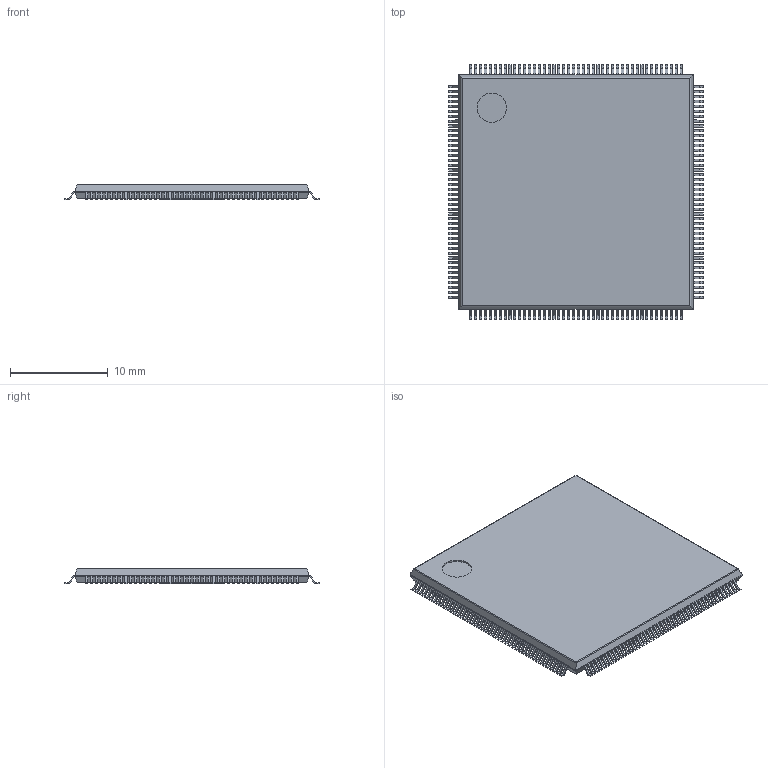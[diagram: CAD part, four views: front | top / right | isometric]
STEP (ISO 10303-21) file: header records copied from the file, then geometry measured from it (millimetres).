
FILE_DESCRIPTION(('FreeCAD Model'),'2;1');
FILE_NAME('787224.2.1.stp','2020-04-09T11:12:26',( 'Author'),(''),'Open CASCADE STEP processor 6.9','FreeCAD','Unknown' );
FILE_SCHEMA(('AUTOMOTIVE_DESIGN { 1 0 10303 214 1 1 1 1 }'));
Length unit declared in the file: millimetre
Products named in the file (5): ASSEMBLY; Body; PinsArrayLR; PinsArrayTB; ThermalPad
Assembly tree (4 placements, depth 2):
  ASSEMBLY
    Body
    PinsArrayLR
    PinsArrayTB
    ThermalPad
Bounding box: 26 x 26 x 1.6 mm (x, y, z)
Volume: 853.8 mm3; surface area: 1493.8 mm2
Topology: 178 solids, 178 shells, 2318 faces, 5867 edges, 3906 vertices
Faces by surface type: plane 1781, cylinder 537
Full cylindrical faces by diameter (mm): 3 x1
Entity records: 148144 total; most frequent: CARTESIAN_POINT 27478, DIRECTION 22417, LINE 15109, VECTOR 15109, ORIENTED_EDGE 11734, PCURVE 11734, DEFINITIONAL_REPRESENTATION 11734, EDGE_CURVE 5867
